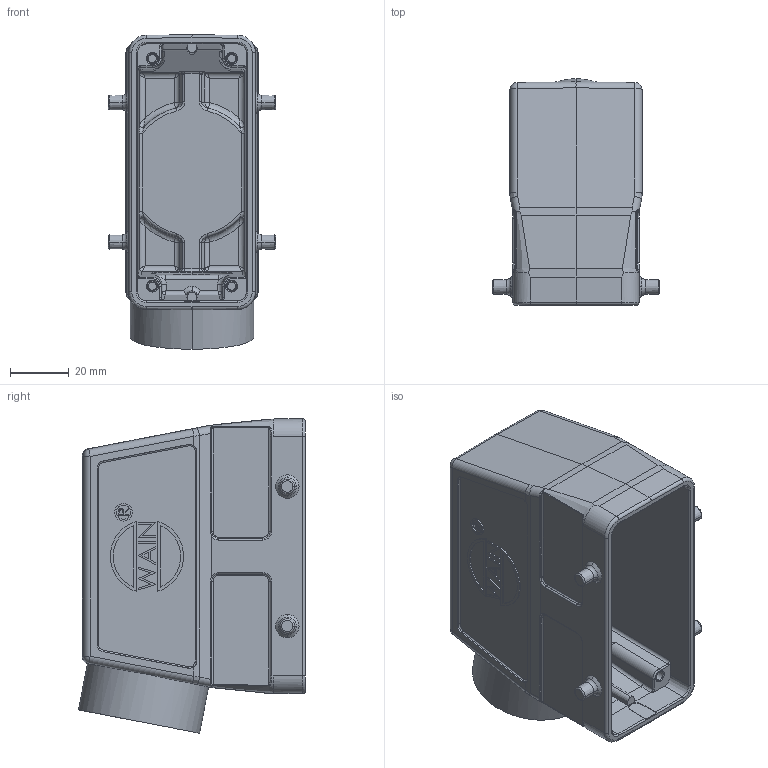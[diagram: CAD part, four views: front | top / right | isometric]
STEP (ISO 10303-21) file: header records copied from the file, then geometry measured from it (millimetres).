
FILE_DESCRIPTION((''),'2;1');
FILE_NAME('PRT0021','2024-01-31T',('13034'),(''),'PRO/ENGINEER BY PARAMETRIC TECHNOLOGY CORPORATION, 2012480','PRO/ENGINEER BY PARAMETRIC TECHNOLOGY CORPORATION, 2012480','');
FILE_SCHEMA(('CONFIG_CONTROL_DESIGN'));
Length unit declared in the file: millimetre
Products named in the file (1): PRT0021
Bounding box: 57 x 77.31 x 107.11 mm (x, y, z)
Volume: 87303.3 mm3; surface area: 46659.2 mm2
Topology: 1 solids, 1 shells, 680 faces, 1668 edges, 1006 vertices
Faces by surface type: plane 248, cylinder 185, bspline 113, torus 68, cone 48, extrusion 10, sphere 8
Entity records: 27020 total; most frequent: CARTESIAN_POINT 11922, ORIENTED_EDGE 3284, DIRECTION 2873, EDGE_CURVE 1642, AXIS2_PLACEMENT_3D 1033, VERTEX_POINT 1006, VECTOR 807, LINE 797
